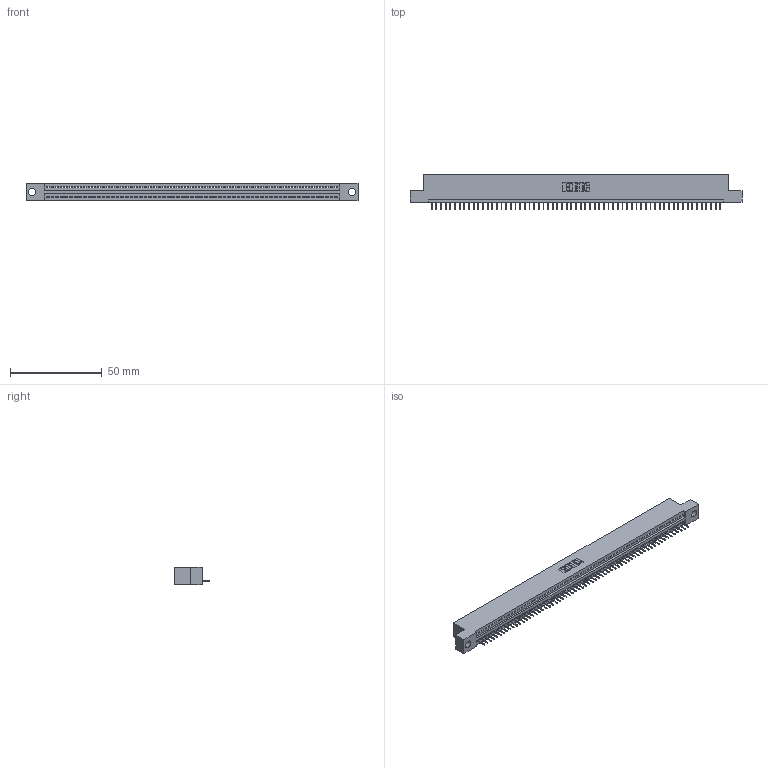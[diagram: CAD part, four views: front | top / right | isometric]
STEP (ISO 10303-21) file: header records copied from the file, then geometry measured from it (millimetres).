
FILE_DESCRIPTION (( 'STEP AP203' ), '1' );
FILE_NAME ('395-063-524-104.STEP', '2021-05-31T21:56:34', ( '' ), ( '' ), 'SwSTEP 2.0', 'SolidWorks 2020', '' );
FILE_SCHEMA (( 'CONFIG_CONTROL_DESIGN' ));
Length unit declared in the file: inch
Products named in the file (3): 395-063-524-104; 345 Part_Flush Mounting Lugs - 0.156 Dia-TI; 345-292-001_345-293-124
Assembly tree (64 placements, depth 2):
  395-063-524-104
    345 Part_Flush Mounting Lugs - 0.156 Dia-TI
    345-292-001_345-293-124  x63
Bounding box: 181.23 x 19.35 x 9.4 mm (x, y, z)
Volume: 17030.5 mm3; surface area: 21964.2 mm2
Topology: 64 solids, 64 shells, 4046 faces, 11717 edges, 7558 vertices
Faces by surface type: plane 2992, cylinder 1054
Entity records: 45081 total; most frequent: CARTESIAN_POINT 7815, ORIENTED_EDGE 7810, DIRECTION 6795, EDGE_CURVE 3905, LINE 3525, VECTOR 3525, VERTEX_POINT 2598, AXIS2_PLACEMENT_3D 1635
